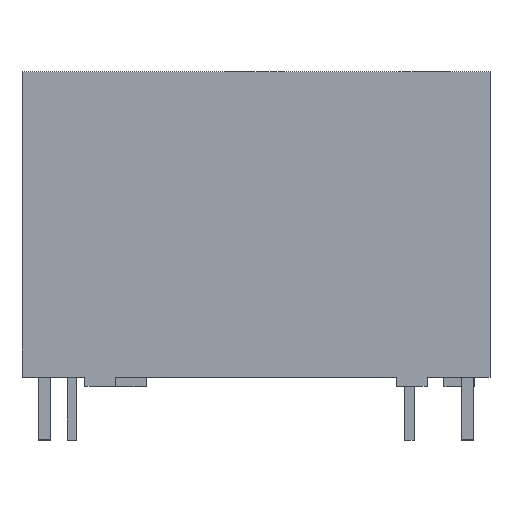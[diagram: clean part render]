
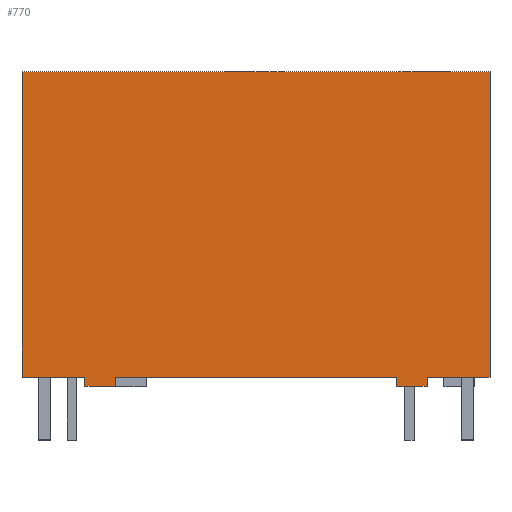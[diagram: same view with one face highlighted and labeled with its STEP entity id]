
A CAD part, top view. The second image highlights one B-rep face of the part: STEP entity #770.
In plain terms, the highlighted planar face has unit normal (0, 0, 1).
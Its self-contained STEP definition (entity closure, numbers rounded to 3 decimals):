
#29 = ORIENTED_EDGE ( 'NONE', *, *, #2037, .T. ) ;
#58 = ORIENTED_EDGE ( 'NONE', *, *, #81, .F. ) ;
#81 = EDGE_CURVE ( 'NONE', #95, #1834, #966, .T. ) ;
#95 = VERTEX_POINT ( 'NONE', #1185 ) ;
#102 = VERTEX_POINT ( 'NONE', #1212 ) ;
#136 = ORIENTED_EDGE ( 'NONE', *, *, #163, .T. ) ;
#157 = EDGE_CURVE ( 'NONE', #178, #102, #1751, .T. ) ;
#163 = EDGE_CURVE ( 'NONE', #95, #183, #1813, .T. ) ;
#178 = VERTEX_POINT ( 'NONE', #1884 ) ;
#183 = VERTEX_POINT ( 'NONE', #1896 ) ;
#217 = ORIENTED_EDGE ( 'NONE', *, *, #248, .T. ) ;
#248 = EDGE_CURVE ( 'NONE', #183, #178, #843, .T. ) ;
#250 = VERTEX_POINT ( 'NONE', #874 ) ;
#311 = ORIENTED_EDGE ( 'NONE', *, *, #509, .F. ) ;
#313 = ORIENTED_EDGE ( 'NONE', *, *, #157, .T. ) ;
#342 = CARTESIAN_POINT ( 'NONE',  ( 21.15, 0., 8. ) ) ;
#509 = EDGE_CURVE ( 'NONE', #2106, #250, #1347, .T. ) ;
#553 = LINE ( 'NONE', #554, #555 ) ;
#554 = CARTESIAN_POINT ( 'NONE',  ( -3.25, 0.6, 8. ) ) ;
#555 = VECTOR ( 'NONE', #556, 1000. ) ;
#556 = DIRECTION ( 'NONE',  ( 1., 0., 0. ) ) ;
#670 = ORIENTED_EDGE ( 'NONE', *, *, #1006, .F. ) ;
#681 = CARTESIAN_POINT ( 'NONE',  ( 0.85, 0.6, 8. ) ) ;
#692 = CARTESIAN_POINT ( 'NONE',  ( 23.15, 0.6, 8. ) ) ;
#697 = LINE ( 'NONE', #698, #699 ) ;
#698 = CARTESIAN_POINT ( 'NONE',  ( 27.25, 20.5, 8. ) ) ;
#699 = VECTOR ( 'NONE', #700, 1000. ) ;
#700 = DIRECTION ( 'NONE',  ( 0., -1., 0. ) ) ;
#745 = LINE ( 'NONE', #746, #747 ) ;
#746 = CARTESIAN_POINT ( 'NONE',  ( 21.15, 0., 8. ) ) ;
#747 = VECTOR ( 'NONE', #748, 1000. ) ;
#748 = DIRECTION ( 'NONE',  ( 1., 0., 0. ) ) ;
#770 = ADVANCED_FACE ( 'NONE', ( #1557 ), #1558, .F. ) ;
#843 = LINE ( 'NONE', #845, #846 ) ;
#845 = CARTESIAN_POINT ( 'NONE',  ( 2.85, -2.094, 8. ) ) ;
#846 = VECTOR ( 'NONE', #847, 1000. ) ;
#847 = DIRECTION ( 'NONE',  ( 0., 1., 0. ) ) ;
#874 = CARTESIAN_POINT ( 'NONE',  ( 27.25, 20.5, 8. ) ) ;
#909 = CARTESIAN_POINT ( 'NONE',  ( 23.15, 0., 8. ) ) ;
#966 = LINE ( 'NONE', #967, #968 ) ;
#967 = CARTESIAN_POINT ( 'NONE',  ( 0.85, -2.094, 8. ) ) ;
#968 = VECTOR ( 'NONE', #969, 1000. ) ;
#969 = DIRECTION ( 'NONE',  ( 0., 1., 0. ) ) ;
#970 = ORIENTED_EDGE ( 'NONE', *, *, #2087, .T. ) ;
#1006 = EDGE_CURVE ( 'NONE', #1239, #102, #1743, .T. ) ;
#1093 = EDGE_LOOP ( 'NONE', ( #29, #58, #136, #217, #313, #670, #1656, #2041, #2101, #2138, #311, #970 ) ) ;
#1185 = CARTESIAN_POINT ( 'NONE',  ( 0.85, 0., 8. ) ) ;
#1194 = LINE ( 'NONE', #1195, #1196 ) ;
#1195 = CARTESIAN_POINT ( 'NONE',  ( -3.25, 0.6, 8. ) ) ;
#1196 = VECTOR ( 'NONE', #1197, 1000. ) ;
#1197 = DIRECTION ( 'NONE',  ( 1., 0., 0. ) ) ;
#1212 = CARTESIAN_POINT ( 'NONE',  ( 21.15, 0.6, 8. ) ) ;
#1239 = VERTEX_POINT ( 'NONE', #342 ) ;
#1337 = CARTESIAN_POINT ( 'NONE',  ( -3.25, 0.6, 8. ) ) ;
#1347 = LINE ( 'NONE', #1348, #1349 ) ;
#1348 = CARTESIAN_POINT ( 'NONE',  ( -3.25, 20.5, 8. ) ) ;
#1349 = VECTOR ( 'NONE', #1350, 1000. ) ;
#1350 = DIRECTION ( 'NONE',  ( 1., 0., 0. ) ) ;
#1385 = LINE ( 'NONE', #1386, #1387 ) ;
#1386 = CARTESIAN_POINT ( 'NONE',  ( 23.15, -2.094, 8. ) ) ;
#1387 = VECTOR ( 'NONE', #1388, 1000. ) ;
#1388 = DIRECTION ( 'NONE',  ( 0., 1., 0. ) ) ;
#1557 = FACE_OUTER_BOUND ( 'NONE', #1093, .T. ) ;
#1558 = PLANE ( 'NONE',  #1559 ) ;
#1559 = AXIS2_PLACEMENT_3D ( 'NONE', #1560, #1561, #1562 ) ;
#1560 = CARTESIAN_POINT ( 'NONE',  ( -3.25, 20.5, 8. ) ) ;
#1561 = DIRECTION ( 'NONE',  ( 0., 0., -1. ) ) ;
#1562 = DIRECTION ( 'NONE',  ( -1., 0., 0. ) ) ;
#1636 = LINE ( 'NONE', #1637, #1640 ) ;
#1637 = CARTESIAN_POINT ( 'NONE',  ( -3.25, 20.5, 8. ) ) ;
#1640 = VECTOR ( 'NONE', #1641, 1000. ) ;
#1641 = DIRECTION ( 'NONE',  ( 0., -1., 0. ) ) ;
#1649 = CARTESIAN_POINT ( 'NONE',  ( 27.25, 0.6, 8. ) ) ;
#1656 = ORIENTED_EDGE ( 'NONE', *, *, #1954, .T. ) ;
#1743 = LINE ( 'NONE', #1744, #1745 ) ;
#1744 = CARTESIAN_POINT ( 'NONE',  ( 21.15, -2.094, 8. ) ) ;
#1745 = VECTOR ( 'NONE', #1746, 1000. ) ;
#1746 = DIRECTION ( 'NONE',  ( 0., 1., 0. ) ) ;
#1751 = LINE ( 'NONE', #1752, #1753 ) ;
#1752 = CARTESIAN_POINT ( 'NONE',  ( -3.25, 0.6, 8. ) ) ;
#1753 = VECTOR ( 'NONE', #1754, 1000. ) ;
#1754 = DIRECTION ( 'NONE',  ( 1., 0., 0. ) ) ;
#1813 = LINE ( 'NONE', #1814, #1815 ) ;
#1814 = CARTESIAN_POINT ( 'NONE',  ( 0.85, 0., 8. ) ) ;
#1815 = VECTOR ( 'NONE', #1816, 1000. ) ;
#1816 = DIRECTION ( 'NONE',  ( 1., 0., 0. ) ) ;
#1818 = CARTESIAN_POINT ( 'NONE',  ( -3.25, 20.5, 8. ) ) ;
#1834 = VERTEX_POINT ( 'NONE', #681 ) ;
#1884 = CARTESIAN_POINT ( 'NONE',  ( 2.85, 0.6, 8. ) ) ;
#1896 = CARTESIAN_POINT ( 'NONE',  ( 2.85, 0., 8. ) ) ;
#1954 = EDGE_CURVE ( 'NONE', #1239, #2010, #745, .T. ) ;
#2010 = VERTEX_POINT ( 'NONE', #909 ) ;
#2037 = EDGE_CURVE ( 'NONE', #2057, #1834, #1194, .T. ) ;
#2041 = ORIENTED_EDGE ( 'NONE', *, *, #2064, .T. ) ;
#2057 = VERTEX_POINT ( 'NONE', #1337 ) ;
#2064 = EDGE_CURVE ( 'NONE', #2010, #2156, #1385, .T. ) ;
#2087 = EDGE_CURVE ( 'NONE', #2106, #2057, #1636, .T. ) ;
#2089 = VERTEX_POINT ( 'NONE', #1649 ) ;
#2101 = ORIENTED_EDGE ( 'NONE', *, *, #2142, .T. ) ;
#2106 = VERTEX_POINT ( 'NONE', #1818 ) ;
#2138 = ORIENTED_EDGE ( 'NONE', *, *, #2158, .F. ) ;
#2142 = EDGE_CURVE ( 'NONE', #2156, #2089, #553, .T. ) ;
#2156 = VERTEX_POINT ( 'NONE', #692 ) ;
#2158 = EDGE_CURVE ( 'NONE', #250, #2089, #697, .T. ) ;
